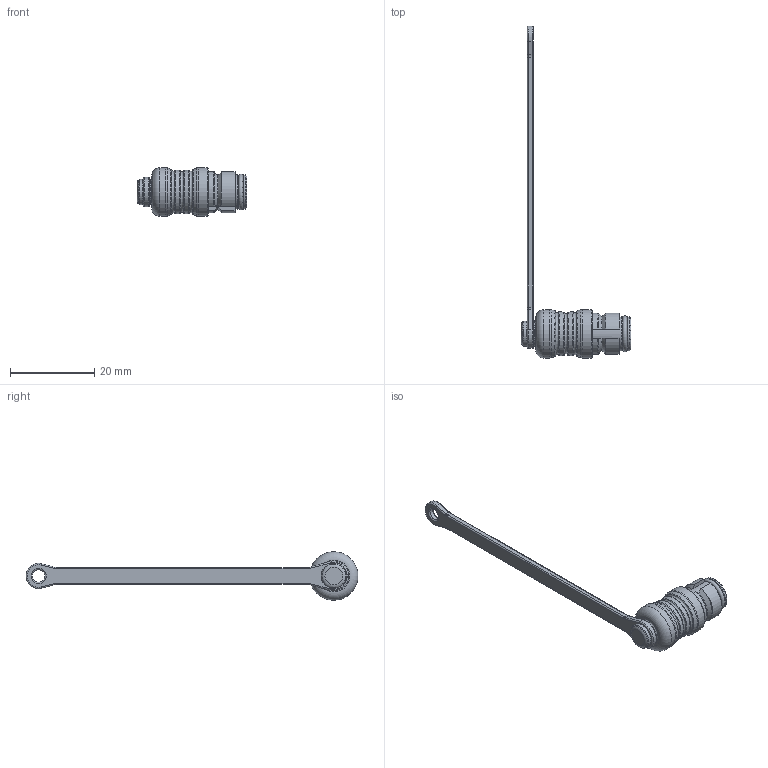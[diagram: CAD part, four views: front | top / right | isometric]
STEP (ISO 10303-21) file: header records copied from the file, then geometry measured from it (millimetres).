
FILE_DESCRIPTION(/* description */ (''),/* implementation_level */ '2;1');
FILE_NAME(/* name */ '08 2839 000 000 001_00-Schutzkappe.stp',/* time_stamp */ '2017-07-03T14:30:43+02:00',/* author */ (''),/* organization */ (''),/* preprocessor_version */ 'ST-DEVELOPER v16',/* originating_system */ 'SIEMENS PLM Software NX 11.0',/* authorisation */ '');
FILE_SCHEMA (('AUTOMOTIVE_DESIGN { 1 0 10303 214 3 1 1 1 }'));
Length unit declared in the file: millimetre
Products named in the file (1): smag1BC09891iiwa
Bounding box: 26 x 78.74 x 11.5 mm (x, y, z)
Volume: 1883.9 mm3; surface area: 2264.8 mm2
Topology: 1 solids, 1 shells, 134 faces, 316 edges, 195 vertices
Faces by surface type: torus 57, cylinder 34, plane 32, cone 10, bspline 1
Full cylindrical faces by diameter (mm): 3 x1, 5.5 x1, 6 x2, 6.5 x2, 8.1 x2, 11.5 x2
Entity records: 3881 total; most frequent: CARTESIAN_POINT 1023, DIRECTION 622, ORIENTED_EDGE 510, AXIS2_PLACEMENT_3D 275, EDGE_CURVE 255, EDGE_LOOP 193, VERTEX_POINT 180, CIRCLE 141
